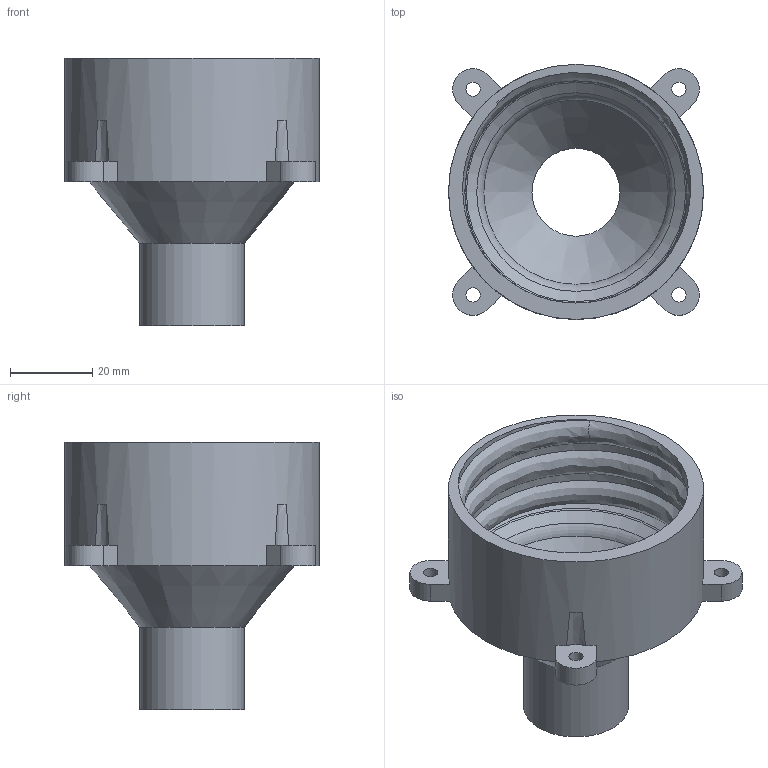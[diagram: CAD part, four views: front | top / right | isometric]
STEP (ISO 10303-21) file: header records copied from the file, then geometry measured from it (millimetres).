
FILE_DESCRIPTION(/* description */ (''),/* implementation_level */ '2;1');
FILE_NAME(/* name */ 'AbsaugungAnschluss_VersionSchraubanschluss v5.step',/* time_stamp */ '2023-02-14T18:58:22+01:00',/* author */ (''),/* organization */ (''),/* preprocessor_version */ 'ST-DEVELOPER v19.2',/* originating_system */ 'Autodesk Translation Framework v11.17.0.187',/* authorisation */ '');
FILE_SCHEMA (('AUTOMOTIVE_DESIGN { 1 0 10303 214 3 1 1 }'));
Length unit declared in the file: millimetre
Products named in the file (1): AbsaugungAnschluss_VersionSchraubanschluss
Bounding box: 62 x 62 x 65 mm (x, y, z)
Volume: 28828.5 mm3; surface area: 22148 mm2
Topology: 1 solids, 1 shells, 47 faces, 127 edges, 83 vertices
Faces by surface type: plane 20, cylinder 15, cone 8, torus 2, bspline 2
Full cylindrical faces by diameter (mm): 3.5 x4, 21.4 x1, 25.4 x1, 58 x2, 62 x1
Entity records: 2634 total; most frequent: CARTESIAN_POINT 1382, DIRECTION 260, ORIENTED_EDGE 254, EDGE_CURVE 127, AXIS2_PLACEMENT_3D 106, VERTEX_POINT 83, CIRCLE 60, EDGE_LOOP 58
